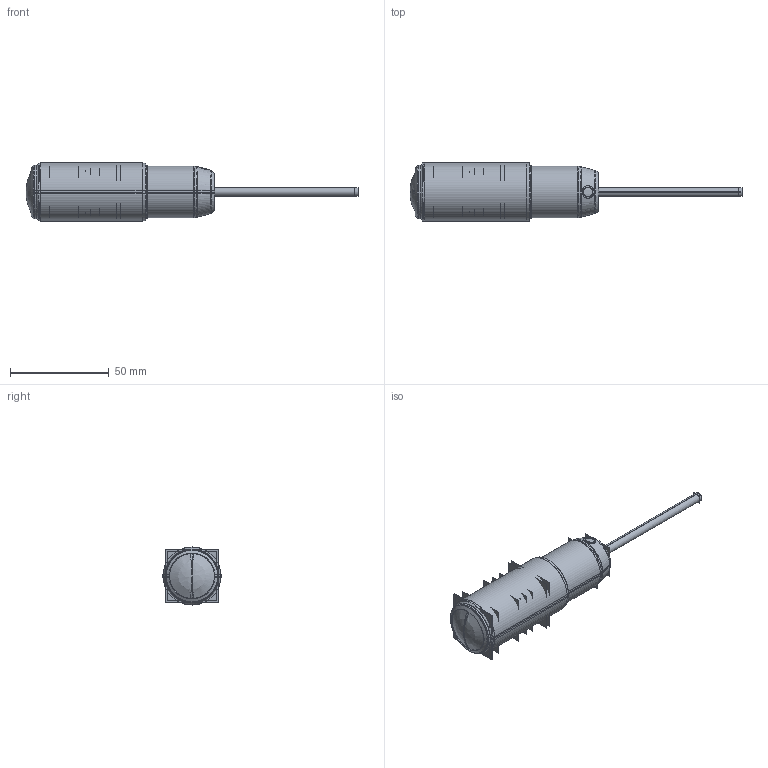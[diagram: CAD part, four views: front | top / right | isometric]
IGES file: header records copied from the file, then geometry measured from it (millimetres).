
Start section:  PTC IGES file: 193068.igs
Global section: file name: 193068.igs; native system: Creo Parametric by Parametric Technology Corporation; preprocessor: 2013230; author: pdmadmin; organization: Unknown; date: 20160311.092644; units: millimetre
Bounding box: 168.3 x 29.46 x 29.46 mm (x, y, z)
Volume: 31580.8 mm3; surface area: 139093.3 mm2
Topology: 12 solids, 16 shells, 666 faces, 3312 edges, 4178 vertices
Faces by surface type: bspline 346, revolution 320
